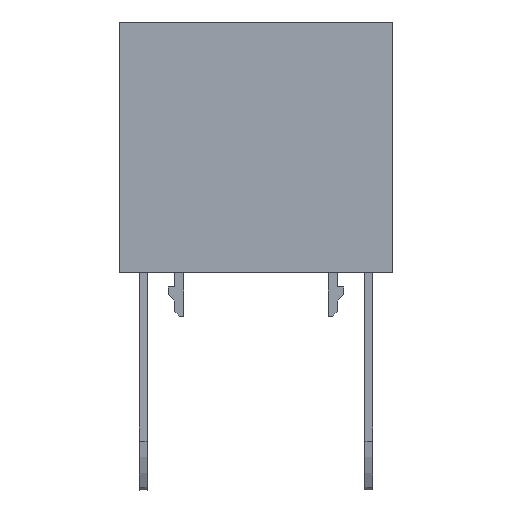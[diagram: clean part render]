
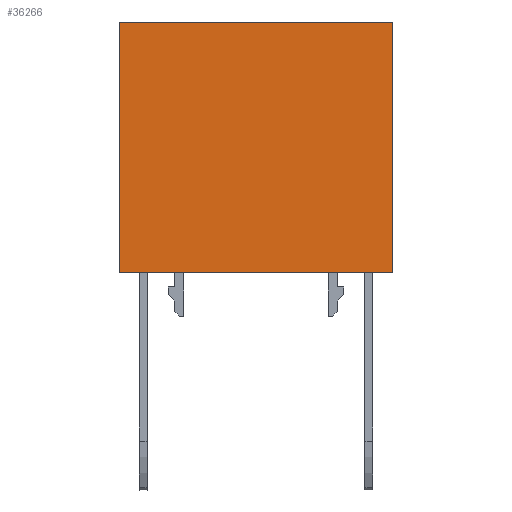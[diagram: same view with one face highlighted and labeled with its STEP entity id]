
A CAD part, front view. The second image highlights one B-rep face of the part: STEP entity #36266.
In plain terms, the highlighted planar face has unit normal (0, -1, 0).
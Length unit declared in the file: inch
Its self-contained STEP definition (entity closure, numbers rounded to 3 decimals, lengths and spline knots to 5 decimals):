
#18818=CARTESIAN_POINT('',(0.57185,-0.15748,0.54429));
#18819=VERTEX_POINT('',#18818);
#18834=CARTESIAN_POINT('',(-0.57185,-0.15748,0.54429));
#18835=VERTEX_POINT('',#18834);
#18842=CARTESIAN_POINT('',(0.57185,-0.15748,0.54429));
#18843=DIRECTION('',(-1.0,0.0,0.0));
#18844=VECTOR('',#18843,1.1437);
#18845=LINE('',#18842,#18844);
#18846=EDGE_CURVE('',#18819,#18835,#18845,.T.);
#36189=CARTESIAN_POINT('',(-0.57185,-0.15748,-0.50492));
#36190=VERTEX_POINT('',#36189);
#36198=CARTESIAN_POINT('',(0.57185,-0.15748,-0.50492));
#36199=VERTEX_POINT('',#36198);
#36206=CARTESIAN_POINT('',(-0.57185,-0.15748,-0.50492));
#36207=DIRECTION('',(1.0,0.0,0.0));
#36208=VECTOR('',#36207,1.1437);
#36209=LINE('',#36206,#36208);
#36210=EDGE_CURVE('',#36190,#36199,#36209,.T.);
#36238=CARTESIAN_POINT('',(0.57185,-0.15748,0.54429));
#36239=DIRECTION('',(0.0,0.0,-1.0));
#36240=VECTOR('',#36239,1.04921);
#36241=LINE('',#36238,#36240);
#36242=EDGE_CURVE('',#18819,#36199,#36241,.T.);
#36250=CARTESIAN_POINT('',(0.57185,-0.15748,0.0));
#36251=DIRECTION('',(0.0,-1.0,0.0));
#36252=DIRECTION('',(0.0,0.0,-1.0));
#36253=AXIS2_PLACEMENT_3D('',#36250,#36251,#36252);
#36254=PLANE('',#36253);
#36255=CARTESIAN_POINT('',(-0.57185,-0.15748,0.54429));
#36256=DIRECTION('',(0.0,0.0,-1.0));
#36257=VECTOR('',#36256,1.04921);
#36258=LINE('',#36255,#36257);
#36259=EDGE_CURVE('',#18835,#36190,#36258,.T.);
#36260=ORIENTED_EDGE('',*,*,#36259,.T.);
#36261=ORIENTED_EDGE('',*,*,#36210,.T.);
#36262=ORIENTED_EDGE('',*,*,#36242,.F.);
#36263=ORIENTED_EDGE('',*,*,#18846,.T.);
#36264=EDGE_LOOP('',(#36260,#36261,#36262,#36263));
#36265=FACE_OUTER_BOUND('',#36264,.T.);
#36266=ADVANCED_FACE('',(#36265),#36254,.T.);
